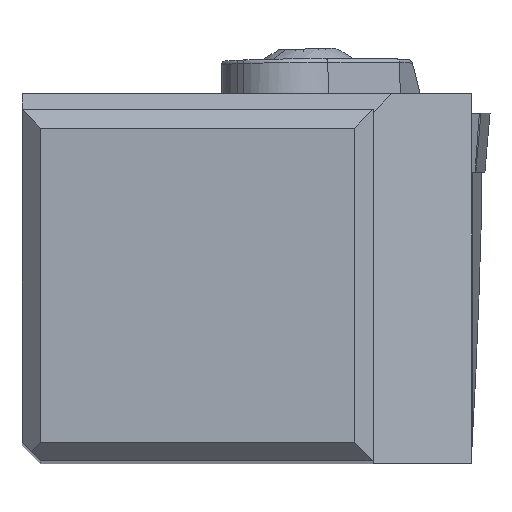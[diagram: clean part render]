
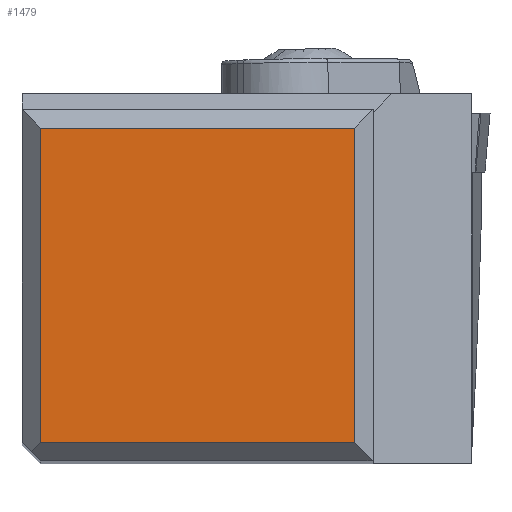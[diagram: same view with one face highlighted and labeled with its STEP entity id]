
A CAD part, top view. The second image highlights one B-rep face of the part: STEP entity #1479.
In plain terms, the highlighted planar face has unit normal (0, 0, 1).
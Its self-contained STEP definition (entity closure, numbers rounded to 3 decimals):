
#1304=FACE_OUTER_BOUND('',#1768,.T.);
#1479=ADVANCED_FACE('',(#1304),#1641,.T.);
#1641=PLANE('',#4868);
#1768=EDGE_LOOP('',(#2229,#2230,#2231,#2232));
#2229=ORIENTED_EDGE('',*,*,#3474,.T.);
#2230=ORIENTED_EDGE('',*,*,#3475,.F.);
#2231=ORIENTED_EDGE('',*,*,#3476,.F.);
#2232=ORIENTED_EDGE('',*,*,#3469,.F.);
#3068=VERTEX_POINT('',#6792);
#3069=VERTEX_POINT('',#6793);
#3070=VERTEX_POINT('',#6799);
#3071=VERTEX_POINT('',#6803);
#3469=EDGE_CURVE('',#3068,#3069,#4177,.T.);
#3474=EDGE_CURVE('',#3068,#3070,#4182,.T.);
#3475=EDGE_CURVE('',#3071,#3070,#4183,.T.);
#3476=EDGE_CURVE('',#3069,#3071,#4184,.T.);
#4177=LINE('',#6791,#4405);
#4182=LINE('',#6800,#4410);
#4183=LINE('',#6802,#4411);
#4184=LINE('',#6804,#4412);
#4405=VECTOR('',#5525,1.);
#4410=VECTOR('',#5532,1.);
#4411=VECTOR('',#5535,1.);
#4412=VECTOR('',#5536,1.);
#4868=AXIS2_PLACEMENT_3D('',#6805,#5537,#5538);
#5525=DIRECTION('',(0.,-1.,0.));
#5532=DIRECTION('',(-1.,0.,0.));
#5535=DIRECTION('',(0.,1.,0.));
#5536=DIRECTION('',(-1.,0.,0.));
#5537=DIRECTION('',(0.,0.,1.));
#5538=DIRECTION('',(-1.,0.,0.));
#6791=CARTESIAN_POINT('',(18.05,18.05,0.));
#6792=CARTESIAN_POINT('',(18.05,18.05,0.));
#6793=CARTESIAN_POINT('',(18.05,1.,0.));
#6799=CARTESIAN_POINT('',(1.,18.05,0.));
#6800=CARTESIAN_POINT('',(18.05,18.05,0.));
#6802=CARTESIAN_POINT('',(1.,1.,0.));
#6803=CARTESIAN_POINT('',(1.,1.,0.));
#6804=CARTESIAN_POINT('',(18.05,1.,0.));
#6805=CARTESIAN_POINT('',(9.525,9.525,0.));
